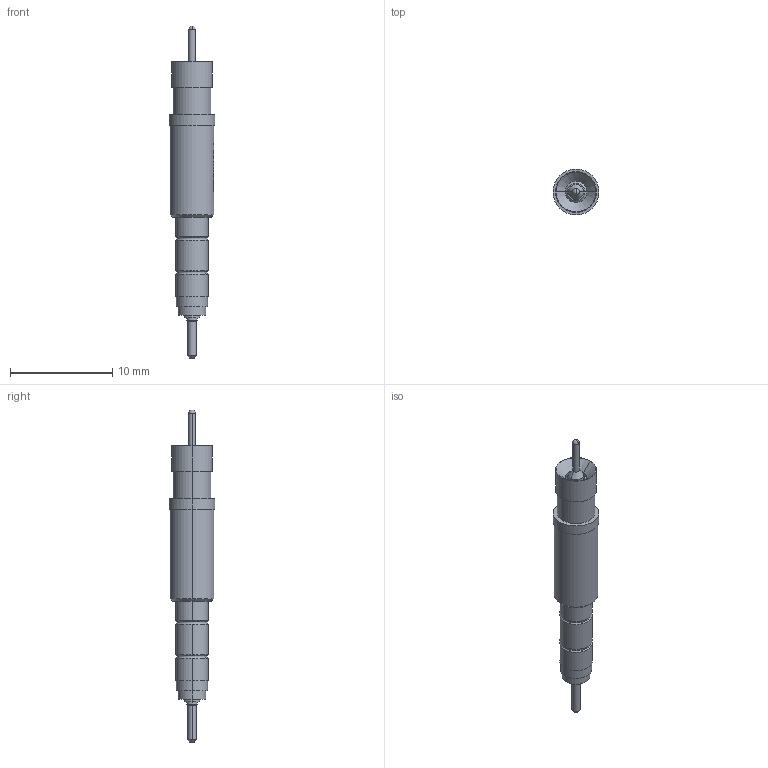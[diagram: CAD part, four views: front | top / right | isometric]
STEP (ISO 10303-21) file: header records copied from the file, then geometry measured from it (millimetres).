
FILE_DESCRIPTION (( 'STEP AP203' ), '1' );
FILE_NAME ('MOD-F82211S0012Lxxx.step', '2015-07-09T11:39:34', ( 'firstrun' ), ( 'Hewlett-Packard Company' ), 'SwSTEP 2.0', 'SolidWorks 2012', '' );
FILE_SCHEMA (( 'CONFIG_CONTROL_DESIGN' ));
Length unit declared in the file: millimetre
Products named in the file (1): MOD-F82211S0012Lxxx
Bounding box: 4.5 x 4.5 x 32.5 mm (x, y, z)
Volume: 278.7 mm3; surface area: 355.7 mm2
Topology: 1 solids, 1 shells, 220 faces, 583 edges, 377 vertices
Faces by surface type: plane 72, cylinder 64, bspline 62, cone 20, sphere 2
Entity records: 9343 total; most frequent: CARTESIAN_POINT 4288, ORIENTED_EDGE 1162, DIRECTION 848, EDGE_CURVE 581, VERTEX_POINT 377, AXIS2_PLACEMENT_3D 331, EDGE_LOOP 234, B_SPLINE_CURVE_WITH_KNOTS 223
